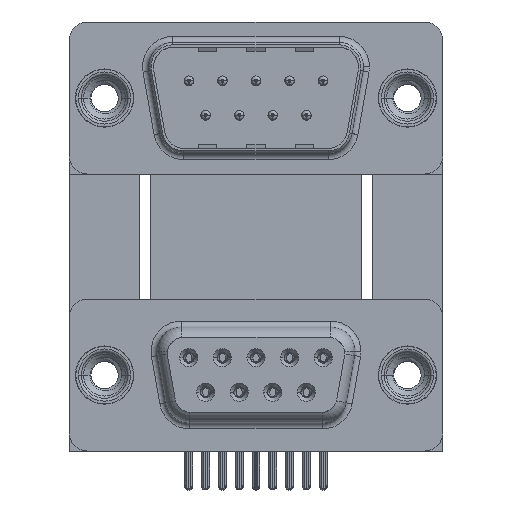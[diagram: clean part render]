
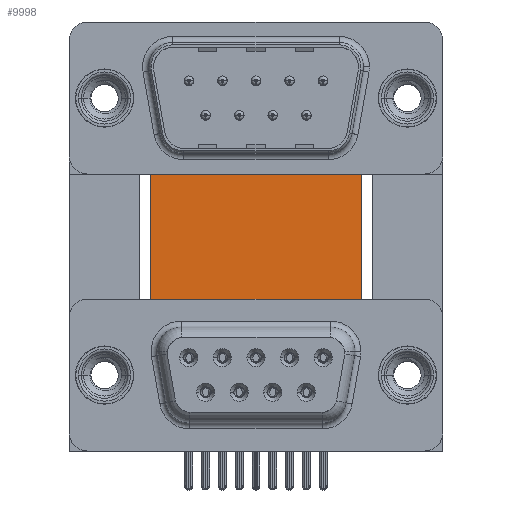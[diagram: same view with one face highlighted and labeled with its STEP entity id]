
A CAD part, top view. The second image highlights one B-rep face of the part: STEP entity #9998.
In plain terms, the highlighted planar face has unit normal (0, 0, 1).
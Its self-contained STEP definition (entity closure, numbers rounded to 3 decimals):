
#509 = CARTESIAN_POINT ( 'NONE',  ( 2.9, -3.735, -12. ) ) ;
#586 = ORIENTED_EDGE ( 'NONE', *, *, #3602, .T. ) ;
#1295 = VECTOR ( 'NONE', #12098, 1000. ) ;
#1727 = VERTEX_POINT ( 'NONE', #38746 ) ;
#1829 = ORIENTED_EDGE ( 'NONE', *, *, #8256, .T. ) ;
#1874 = VECTOR ( 'NONE', #11836, 1000. ) ;
#3392 = DIRECTION ( 'NONE',  ( -1., 0., 0. ) ) ;
#3602 = EDGE_CURVE ( 'NONE', #22578, #31612, #19100, .T. ) ;
#3839 = CARTESIAN_POINT ( 'NONE',  ( 21.2, 16.585, -12. ) ) ;
#3990 = CARTESIAN_POINT ( 'NONE',  ( 22.59, -4.635, -12. ) ) ;
#5008 = CARTESIAN_POINT ( 'NONE',  ( 2.9, -4.635, -12. ) ) ;
#6374 = PLANE ( 'NONE',  #30499 ) ;
#6819 = CARTESIAN_POINT ( 'NONE',  ( 3.79, 16.585, -12. ) ) ;
#7942 = CARTESIAN_POINT ( 'NONE',  ( 22.09, -4.635, -12. ) ) ;
#8256 = EDGE_CURVE ( 'NONE', #1727, #17901, #14606, .T. ) ;
#8506 = VERTEX_POINT ( 'NONE', #26625 ) ;
#9605 = LINE ( 'NONE', #18827, #10622 ) ;
#9798 = DIRECTION ( 'NONE',  ( 1., 0., 0. ) ) ;
#9828 = VECTOR ( 'NONE', #23466, 1000. ) ;
#9998 = ADVANCED_FACE ( 'NONE', ( #31258 ), #6374, .F. ) ;
#10196 = VECTOR ( 'NONE', #38078, 1000. ) ;
#10437 = DIRECTION ( 'NONE',  ( 1., 0., 0. ) ) ;
#10622 = VECTOR ( 'NONE', #9798, 1000. ) ;
#11836 = DIRECTION ( 'NONE',  ( 1., 0., 0. ) ) ;
#12098 = DIRECTION ( 'NONE',  ( 0., -1., 0. ) ) ;
#12500 = LINE ( 'NONE', #24563, #1295 ) ;
#12609 = LINE ( 'NONE', #3839, #37256 ) ;
#12667 = LINE ( 'NONE', #509, #33487 ) ;
#12947 = ORIENTED_EDGE ( 'NONE', *, *, #16389, .T. ) ;
#14606 = LINE ( 'NONE', #23860, #9828 ) ;
#14999 = LINE ( 'NONE', #17627, #31095 ) ;
#15968 = DIRECTION ( 'NONE',  ( 0., 0., -1. ) ) ;
#16389 = EDGE_CURVE ( 'NONE', #31101, #39141, #39600, .T. ) ;
#17089 = CARTESIAN_POINT ( 'NONE',  ( 21.2, 16.585, -12. ) ) ;
#17627 = CARTESIAN_POINT ( 'NONE',  ( 22.59, -4.635, -12. ) ) ;
#17901 = VERTEX_POINT ( 'NONE', #5008 ) ;
#18827 = CARTESIAN_POINT ( 'NONE',  ( 3.79, 16.585, -12. ) ) ;
#19100 = LINE ( 'NONE', #22318, #37080 ) ;
#19238 = DIRECTION ( 'NONE',  ( 0., -1., 0. ) ) ;
#20279 = VERTEX_POINT ( 'NONE', #34955 ) ;
#20335 = EDGE_LOOP ( 'NONE', ( #586, #20773, #12947, #30212, #38373, #30069, #39172, #36775, #1829, #21642 ) ) ;
#20773 = ORIENTED_EDGE ( 'NONE', *, *, #27743, .T. ) ;
#20945 = EDGE_CURVE ( 'NONE', #20279, #8506, #25258, .T. ) ;
#21422 = VECTOR ( 'NONE', #33725, 1000. ) ;
#21642 = ORIENTED_EDGE ( 'NONE', *, *, #32231, .T. ) ;
#22048 = EDGE_CURVE ( 'NONE', #39141, #25973, #14999, .T. ) ;
#22318 = CARTESIAN_POINT ( 'NONE',  ( 3.79, -3.735, -12. ) ) ;
#22578 = VERTEX_POINT ( 'NONE', #28241 ) ;
#23466 = DIRECTION ( 'NONE',  ( 1., 0., 0. ) ) ;
#23860 = CARTESIAN_POINT ( 'NONE',  ( 2.9, -4.635, -12. ) ) ;
#24563 = CARTESIAN_POINT ( 'NONE',  ( 22.09, -3.735, -12. ) ) ;
#25258 = LINE ( 'NONE', #6819, #21422 ) ;
#25475 = EDGE_CURVE ( 'NONE', #20279, #34674, #9605, .T. ) ;
#25973 = VERTEX_POINT ( 'NONE', #28230 ) ;
#26578 = LINE ( 'NONE', #35663, #10196 ) ;
#26625 = CARTESIAN_POINT ( 'NONE',  ( 3.79, -0.735, -12. ) ) ;
#27743 = EDGE_CURVE ( 'NONE', #31612, #31101, #12500, .T. ) ;
#28147 = DIRECTION ( 'NONE',  ( 0., 1., 0. ) ) ;
#28230 = CARTESIAN_POINT ( 'NONE',  ( 21.2, -0.735, -12. ) ) ;
#28241 = CARTESIAN_POINT ( 'NONE',  ( 2.9, -3.735, -12. ) ) ;
#28711 = EDGE_CURVE ( 'NONE', #34674, #25973, #12609, .T. ) ;
#29901 = DIRECTION ( 'NONE',  ( -0.336, 0.942, 0. ) ) ;
#30069 = ORIENTED_EDGE ( 'NONE', *, *, #25475, .F. ) ;
#30212 = ORIENTED_EDGE ( 'NONE', *, *, #22048, .T. ) ;
#30499 = AXIS2_PLACEMENT_3D ( 'NONE', #30860, #15968, #3392 ) ;
#30860 = CARTESIAN_POINT ( 'NONE',  ( 3.79, 16.585, -12. ) ) ;
#31095 = VECTOR ( 'NONE', #29901, 1000. ) ;
#31101 = VERTEX_POINT ( 'NONE', #7942 ) ;
#31258 = FACE_OUTER_BOUND ( 'NONE', #20335, .T. ) ;
#31612 = VERTEX_POINT ( 'NONE', #35533 ) ;
#32231 = EDGE_CURVE ( 'NONE', #17901, #22578, #12667, .T. ) ;
#33487 = VECTOR ( 'NONE', #28147, 1000. ) ;
#33725 = DIRECTION ( 'NONE',  ( 0., -1., 0. ) ) ;
#34145 = EDGE_CURVE ( 'NONE', #8506, #1727, #26578, .T. ) ;
#34674 = VERTEX_POINT ( 'NONE', #17089 ) ;
#34955 = CARTESIAN_POINT ( 'NONE',  ( 3.79, 16.585, -12. ) ) ;
#35533 = CARTESIAN_POINT ( 'NONE',  ( 22.09, -3.735, -12. ) ) ;
#35663 = CARTESIAN_POINT ( 'NONE',  ( 2.4, -4.635, -12. ) ) ;
#36775 = ORIENTED_EDGE ( 'NONE', *, *, #34145, .T. ) ;
#37080 = VECTOR ( 'NONE', #10437, 1000. ) ;
#37256 = VECTOR ( 'NONE', #19238, 1000. ) ;
#38078 = DIRECTION ( 'NONE',  ( -0.336, -0.942, 0. ) ) ;
#38373 = ORIENTED_EDGE ( 'NONE', *, *, #28711, .F. ) ;
#38746 = CARTESIAN_POINT ( 'NONE',  ( 2.4, -4.635, -12. ) ) ;
#39141 = VERTEX_POINT ( 'NONE', #3990 ) ;
#39172 = ORIENTED_EDGE ( 'NONE', *, *, #20945, .T. ) ;
#39399 = CARTESIAN_POINT ( 'NONE',  ( 22.09, -4.635, -12. ) ) ;
#39600 = LINE ( 'NONE', #39399, #1874 ) ;
